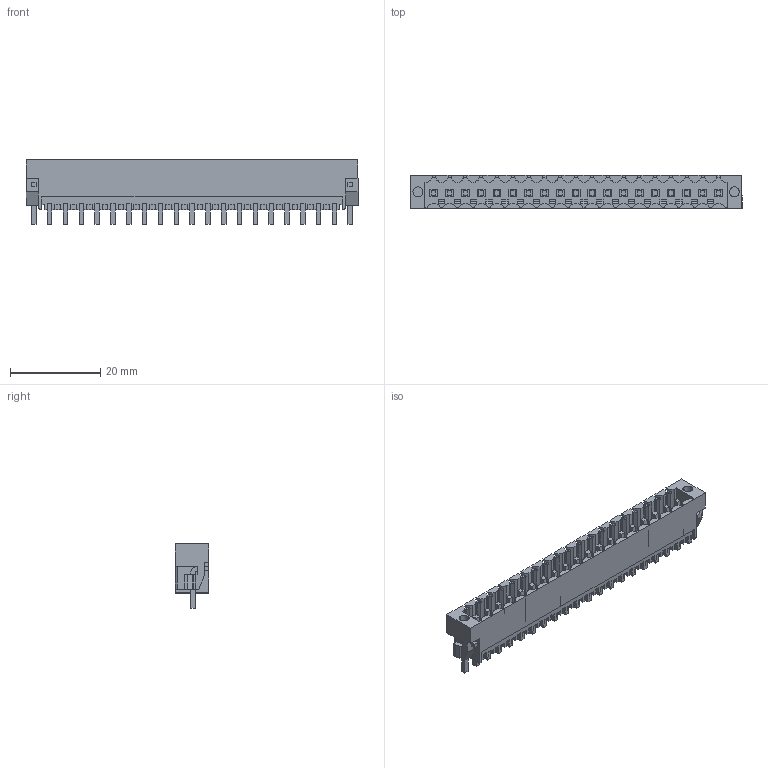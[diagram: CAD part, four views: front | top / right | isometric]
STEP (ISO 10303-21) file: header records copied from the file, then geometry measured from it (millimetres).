
FILE_DESCRIPTION(('CATIA V5 STEP Exchange','CAx-IF Rec.Pracs.--- Model Styling and Organization---1.2---2011-12-15'),'2;1');
FILE_NAME ('D1457286_0_1842710000_1842710000.stp','2018-03-20T10:44:02+00:00',('none'),('Weidmueller'),'CATIA Version 5-6 Release 2014','CATIA V5 STEP AP214','none');
FILE_SCHEMA(('AUTOMOTIVE_DESIGN { 1 0 10303 214 1 1 1 1 }'));
Length unit declared in the file: millimetre
Products named in the file (1): 1842710000
Bounding box: 73.45 x 7.45 x 14.25 mm (x, y, z)
Volume: 2465.6 mm3; surface area: 6667.9 mm2
Topology: 22 solids, 22 shells, 1506 faces, 4446 edges, 3023 vertices
Faces by surface type: plane 1361, cylinder 145
Entity records: 47437 total; most frequent: ORIENTED_EDGE 8892, CARTESIAN_POINT 8751, DIRECTION 5864, EDGE_CURVE 4446, VECTOR 4080, LINE 4080, VERTEX_POINT 3023, EDGE_LOOP 1587
